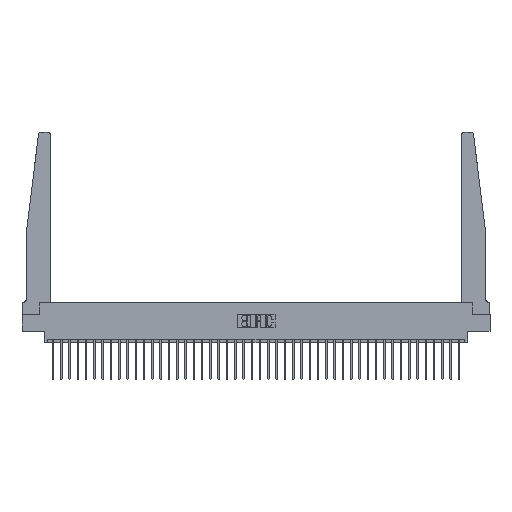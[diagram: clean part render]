
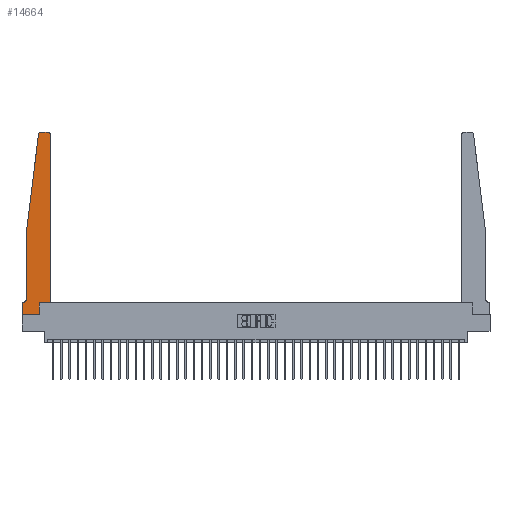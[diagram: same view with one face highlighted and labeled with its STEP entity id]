
A CAD part, top view. The second image highlights one B-rep face of the part: STEP entity #14664.
In plain terms, the highlighted planar face has unit normal (0, 0, 1).
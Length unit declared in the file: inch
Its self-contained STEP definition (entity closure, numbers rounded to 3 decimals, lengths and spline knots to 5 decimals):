
#143 = EDGE_CURVE ( 'NONE', #13033, #32808, #21598, .T. ) ;
#228 = DIRECTION ( 'NONE',  ( 0., 0., 1. ) ) ;
#458 = LINE ( 'NONE', #32655, #14631 ) ;
#708 = EDGE_CURVE ( 'NONE', #21113, #32772, #26404, .T. ) ;
#1738 = CARTESIAN_POINT ( 'NONE',  ( 0.395, 2.75, 0.37 ) ) ;
#1926 = ORIENTED_EDGE ( 'NONE', *, *, #4162, .T. ) ;
#2233 = CARTESIAN_POINT ( 'NONE',  ( 0., 0., 0.37 ) ) ;
#2742 = DIRECTION ( 'NONE',  ( 0., 1., 0. ) ) ;
#2852 = PLANE ( 'NONE',  #8117 ) ;
#2964 = CARTESIAN_POINT ( 'NONE',  ( 0.395, 2.72, 0.37 ) ) ;
#3390 = AXIS2_PLACEMENT_3D ( 'NONE', #2964, #22746, #5793 ) ;
#3885 = ORIENTED_EDGE ( 'NONE', *, *, #708, .T. ) ;
#4022 = CARTESIAN_POINT ( 'NONE',  ( 0.015, 0.2375, 0.37 ) ) ;
#4155 = EDGE_CURVE ( 'NONE', #32772, #24033, #28340, .T. ) ;
#4162 = EDGE_CURVE ( 'NONE', #5198, #25781, #34886, .T. ) ;
#4296 = EDGE_CURVE ( 'NONE', #32808, #21113, #9801, .T. ) ;
#4387 = VERTEX_POINT ( 'NONE', #34817 ) ;
#4685 = EDGE_CURVE ( 'NONE', #27649, #4387, #20823, .T. ) ;
#4924 = VECTOR ( 'NONE', #35939, 39.37008 ) ;
#5198 = VERTEX_POINT ( 'NONE', #7735 ) ;
#5793 = DIRECTION ( 'NONE',  ( 1., 0., 0. ) ) ;
#5841 = CARTESIAN_POINT ( 'NONE',  ( 0.24675, 2.72367, 0.37 ) ) ;
#6407 = DIRECTION ( 'NONE',  ( 1., 0., 0. ) ) ;
#6574 = VECTOR ( 'NONE', #28690, 39.37008 ) ;
#6849 = DIRECTION ( 'NONE',  ( -1., 0., 0. ) ) ;
#6859 = CARTESIAN_POINT ( 'NONE',  ( 0., 0., 0.37 ) ) ;
#7011 = DIRECTION ( 'NONE',  ( 0., -1., 0. ) ) ;
#7735 = CARTESIAN_POINT ( 'NONE',  ( 0.27653, 2.75, 0.37 ) ) ;
#7842 = EDGE_CURVE ( 'NONE', #35343, #20030, #31350, .T. ) ;
#8117 = AXIS2_PLACEMENT_3D ( 'NONE', #22637, #25445, #8549 ) ;
#8439 = CARTESIAN_POINT ( 'NONE',  ( 0.425, 0.18, 0.37 ) ) ;
#8549 = DIRECTION ( 'NONE',  ( 1., 0., 0. ) ) ;
#9701 = DIRECTION ( 'NONE',  ( 1., 0., 0. ) ) ;
#9743 = CARTESIAN_POINT ( 'NONE',  ( 0.2605, 0., 0.37 ) ) ;
#9801 = LINE ( 'NONE', #23331, #23947 ) ;
#10016 = ORIENTED_EDGE ( 'NONE', *, *, #4296, .T. ) ;
#12395 = CARTESIAN_POINT ( 'NONE',  ( 0.425, 0.18, 0.37 ) ) ;
#12694 = CARTESIAN_POINT ( 'NONE',  ( 0.065, 1.25, 0.37 ) ) ;
#13033 = VERTEX_POINT ( 'NONE', #9743 ) ;
#13062 = EDGE_CURVE ( 'NONE', #25781, #35343, #30866, .T. ) ;
#13179 = DIRECTION ( 'NONE',  ( -1., 0., 0. ) ) ;
#13565 = CIRCLE ( 'NONE', #19152, 0.05 ) ;
#14631 = VECTOR ( 'NONE', #35463, 39.37008 ) ;
#14664 = ADVANCED_FACE ( 'NONE', ( #26405 ), #2852, .T. ) ;
#14687 = VECTOR ( 'NONE', #9701, 39.37008 ) ;
#15560 = LINE ( 'NONE', #6859, #14687 ) ;
#15803 = ORIENTED_EDGE ( 'NONE', *, *, #4155, .T. ) ;
#16283 = CARTESIAN_POINT ( 'NONE',  ( 0.065, 0.1875, 0.37 ) ) ;
#17154 = CARTESIAN_POINT ( 'NONE',  ( 0.27653, 2.72, 0.37 ) ) ;
#17616 = CARTESIAN_POINT ( 'NONE',  ( 0.2605, 0.18, 0.37 ) ) ;
#18250 = CARTESIAN_POINT ( 'NONE',  ( 0.065, 1.25, 0.37 ) ) ;
#18706 = ORIENTED_EDGE ( 'NONE', *, *, #4685, .T. ) ;
#19152 = AXIS2_PLACEMENT_3D ( 'NONE', #4022, #23782, #6849 ) ;
#20015 = DIRECTION ( 'NONE',  ( 1., 0., 0. ) ) ;
#20030 = VERTEX_POINT ( 'NONE', #34403 ) ;
#20823 = LINE ( 'NONE', #16283, #4924 ) ;
#20917 = EDGE_CURVE ( 'NONE', #4387, #30748, #458, .T. ) ;
#21113 = VERTEX_POINT ( 'NONE', #12395 ) ;
#21589 = CARTESIAN_POINT ( 'NONE',  ( 0.25, 2.75, 0.37 ) ) ;
#21598 = LINE ( 'NONE', #25867, #6574 ) ;
#22568 = EDGE_CURVE ( 'NONE', #24033, #5198, #32546, .T. ) ;
#22637 = CARTESIAN_POINT ( 'NONE',  ( 0., 0.1875, 0.37 ) ) ;
#22746 = DIRECTION ( 'NONE',  ( 0., 0., 1. ) ) ;
#23331 = CARTESIAN_POINT ( 'NONE',  ( 0.425, 0.18, 0.37 ) ) ;
#23771 = ORIENTED_EDGE ( 'NONE', *, *, #143, .T. ) ;
#23782 = DIRECTION ( 'NONE',  ( 0., 0., -1. ) ) ;
#23947 = VECTOR ( 'NONE', #6407, 39.37008 ) ;
#23957 = ORIENTED_EDGE ( 'NONE', *, *, #31723, .T. ) ;
#24033 = VERTEX_POINT ( 'NONE', #1738 ) ;
#24590 = CARTESIAN_POINT ( 'NONE',  ( 0.015, 0.1875, 0.37 ) ) ;
#25445 = DIRECTION ( 'NONE',  ( 0., 0., 1. ) ) ;
#25495 = CARTESIAN_POINT ( 'NONE',  ( 0.065, 1.25, 0.37 ) ) ;
#25781 = VERTEX_POINT ( 'NONE', #5841 ) ;
#25867 = CARTESIAN_POINT ( 'NONE',  ( 0.2605, 0.18, 0.37 ) ) ;
#26404 = LINE ( 'NONE', #8439, #32980 ) ;
#26405 = FACE_OUTER_BOUND ( 'NONE', #35732, .T. ) ;
#26724 = ORIENTED_EDGE ( 'NONE', *, *, #13062, .T. ) ;
#27649 = VERTEX_POINT ( 'NONE', #24590 ) ;
#28280 = ORIENTED_EDGE ( 'NONE', *, *, #28682, .T. ) ;
#28340 = CIRCLE ( 'NONE', #3390, 0.03 ) ;
#28682 = EDGE_CURVE ( 'NONE', #20030, #27649, #13565, .T. ) ;
#28690 = DIRECTION ( 'NONE',  ( 0., 1., 0. ) ) ;
#29591 = DIRECTION ( 'NONE',  ( -0.122, -0.992, 0. ) ) ;
#29834 = ORIENTED_EDGE ( 'NONE', *, *, #20917, .T. ) ;
#30473 = VECTOR ( 'NONE', #7011, 39.37008 ) ;
#30748 = VERTEX_POINT ( 'NONE', #2233 ) ;
#30830 = CARTESIAN_POINT ( 'NONE',  ( 0.425, 2.72, 0.37 ) ) ;
#30866 = LINE ( 'NONE', #12694, #31738 ) ;
#31350 = LINE ( 'NONE', #18250, #30473 ) ;
#31668 = VECTOR ( 'NONE', #13179, 39.37008 ) ;
#31723 = EDGE_CURVE ( 'NONE', #30748, #13033, #15560, .T. ) ;
#31738 = VECTOR ( 'NONE', #29591, 39.37008 ) ;
#32546 = LINE ( 'NONE', #21589, #31668 ) ;
#32655 = CARTESIAN_POINT ( 'NONE',  ( 0., 0., 0.37 ) ) ;
#32772 = VERTEX_POINT ( 'NONE', #30830 ) ;
#32808 = VERTEX_POINT ( 'NONE', #17616 ) ;
#32980 = VECTOR ( 'NONE', #2742, 39.37008 ) ;
#33424 = ORIENTED_EDGE ( 'NONE', *, *, #7842, .T. ) ;
#34403 = CARTESIAN_POINT ( 'NONE',  ( 0.065, 0.2375, 0.37 ) ) ;
#34817 = CARTESIAN_POINT ( 'NONE',  ( 0., 0.1875, 0.37 ) ) ;
#34886 = CIRCLE ( 'NONE', #36186, 0.03 ) ;
#35305 = ORIENTED_EDGE ( 'NONE', *, *, #22568, .T. ) ;
#35343 = VERTEX_POINT ( 'NONE', #25495 ) ;
#35463 = DIRECTION ( 'NONE',  ( 0., -1., 0. ) ) ;
#35732 = EDGE_LOOP ( 'NONE', ( #35305, #1926, #26724, #33424, #28280, #18706, #29834, #23957, #23771, #10016, #3885, #15803 ) ) ;
#35939 = DIRECTION ( 'NONE',  ( -1., 0., 0. ) ) ;
#36186 = AXIS2_PLACEMENT_3D ( 'NONE', #17154, #228, #20015 ) ;
